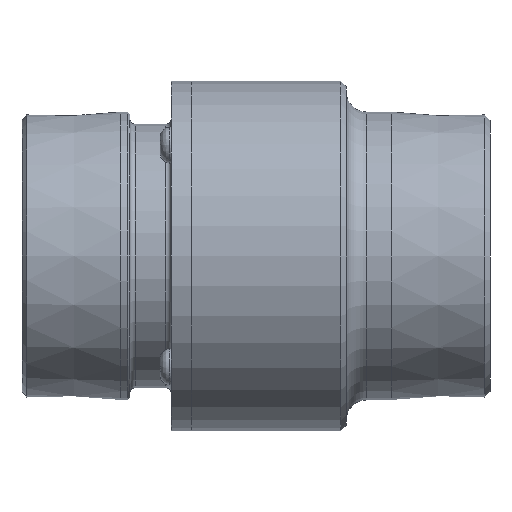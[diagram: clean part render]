
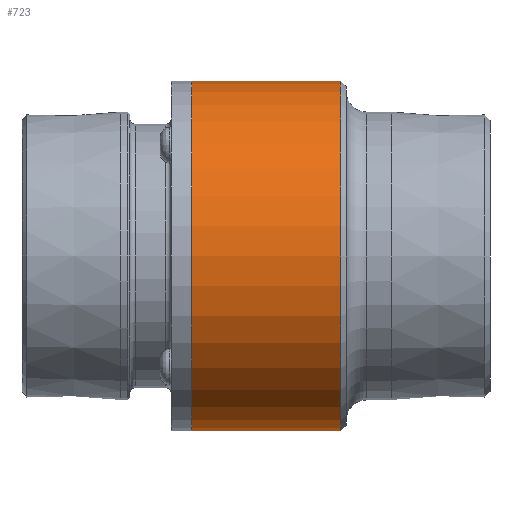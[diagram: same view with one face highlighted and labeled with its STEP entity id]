
A CAD part, front view. The second image highlights one B-rep face of the part: STEP entity #723.
In plain terms, the highlighted cylindrical face has radius 53.975 mm (diameter 107.95 mm), a full revolution.
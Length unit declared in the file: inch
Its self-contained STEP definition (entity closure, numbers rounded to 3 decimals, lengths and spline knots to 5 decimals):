
#75=B_SPLINE_CURVE_WITH_KNOTS($,3,(#1309,#1310,#1311,#1312,#1313,#1314,
#1315,#1316,#1317,#1318,#1319,#1320,#1321,#1322,#1323,#1324,#1325,#1326,
#1327,#1328,#1329,#1330,#1331,#1332,#1333,#1334,#1335,#1336,#1337,#1338),
 .UNSPECIFIED.,.T.,.F.,(4,1,1,1,1,1,1,1,1,1,1,1,1,1,1,1,1,1,1,1,1,1,1,1,
3,4),(-6.89113,-6.49736,-6.30047,-6.10358,
-5.90669,-5.7098,-5.31602,-5.21758,
-5.11913,-4.92224,-4.72535,-4.52846,
-4.26594,-4.00342,-3.7409,-3.47838,
-3.34712,-3.21586,-2.95335,-2.55957,
-2.36268,-2.16579,-1.9689,-1.77201,
-1.37823,-1.37822),.UNSPECIFIED.);
#109=FACE_BOUND($,#252,.T.);
#110=FACE_BOUND($,#253,.T.);
#172=CYLINDRICAL_SURFACE($,#794,2.125);
#195=FACE_OUTER_BOUND($,#251,.T.);
#251=EDGE_LOOP($,(#565));
#252=EDGE_LOOP($,(#566));
#253=EDGE_LOOP($,(#567));
#358=CIRCLE($,#795,2.125);
#359=CIRCLE($,#796,2.125);
#411=VERTEX_POINT($,#1276);
#414=VERTEX_POINT($,#1376);
#415=VERTEX_POINT($,#1378);
#481=EDGE_CURVE($,#411,#411,#75,.T.);
#483=EDGE_CURVE($,#414,#414,#358,.T.);
#484=EDGE_CURVE($,#415,#415,#359,.T.);
#565=ORIENTED_EDGE($,*,*,#483,.F.);
#566=ORIENTED_EDGE($,*,*,#484,.T.);
#567=ORIENTED_EDGE($,*,*,#481,.F.);
#723=ADVANCED_FACE($,(#195,#109,#110),#172,.T.);
#794=AXIS2_PLACEMENT_3D($,#1375,#931,#932);
#795=AXIS2_PLACEMENT_3D($,#1377,#933,#934);
#796=AXIS2_PLACEMENT_3D($,#1379,#935,#936);
#931=DIRECTION('center_axis',(1.,0.,0.));
#932=DIRECTION('ref_axis',(0.,1.,0.));
#933=DIRECTION('center_axis',(1.,0.,0.));
#934=DIRECTION('ref_axis',(0.,0.,-1.));
#935=DIRECTION('center_axis',(1.,0.,0.));
#936=DIRECTION('ref_axis',(0.,0.,-1.));
#1276=CARTESIAN_POINT('',(1.41288,2.125,0.));
#1309=CARTESIAN_POINT('Ctrl Pts',(1.41289,2.12502,0.));
#1310=CARTESIAN_POINT('Ctrl Pts',(1.41289,2.12502,-0.06069));
#1311=CARTESIAN_POINT('Ctrl Pts',(1.39173,2.12057,-0.15815));
#1312=CARTESIAN_POINT('Ctrl Pts',(1.32198,2.1086,-0.26661));
#1313=CARTESIAN_POINT('Ctrl Pts',(1.25797,2.09946,-0.33022));
#1314=CARTESIAN_POINT('Ctrl Pts',(1.17668,2.09047,-0.38237));
#1315=CARTESIAN_POINT('Ctrl Pts',(1.05275,2.08223,-0.42446));
#1316=CARTESIAN_POINT('Ctrl Pts',(0.94495,2.08222,-0.4245));
#1317=CARTESIAN_POINT('Ctrl Pts',(0.85151,2.08739,-0.39816));
#1318=CARTESIAN_POINT('Ctrl Pts',(0.79206,2.09197,-0.37367));
#1319=CARTESIAN_POINT('Ctrl Pts',(0.72387,2.09945,-0.33031));
#1320=CARTESIAN_POINT('Ctrl Pts',(0.66001,2.10861,-0.26651));
#1321=CARTESIAN_POINT('Ctrl Pts',(0.60175,2.11858,-0.17644));
#1322=CARTESIAN_POINT('Ctrl Pts',(0.56748,2.12533,-0.06096));
#1323=CARTESIAN_POINT('Ctrl Pts',(0.56744,2.12533,0.06095));
#1324=CARTESIAN_POINT('Ctrl Pts',(0.6052,2.11791,0.18702));
#1325=CARTESIAN_POINT('Ctrl Pts',(0.66627,2.10756,0.27428));
#1326=CARTESIAN_POINT('Ctrl Pts',(0.72558,2.09947,0.32919));
#1327=CARTESIAN_POINT('Ctrl Pts',(0.79533,2.09141,0.37754));
#1328=CARTESIAN_POINT('Ctrl Pts',(0.91849,2.08221,0.42451));
#1329=CARTESIAN_POINT('Ctrl Pts',(1.05287,2.08223,0.42444));
#1330=CARTESIAN_POINT('Ctrl Pts',(1.17676,2.09047,0.38243));
#1331=CARTESIAN_POINT('Ctrl Pts',(1.25809,2.09946,0.33023));
#1332=CARTESIAN_POINT('Ctrl Pts',(1.322,2.1086,0.26662));
#1333=CARTESIAN_POINT('Ctrl Pts',(1.39177,2.12057,0.15816));
#1334=CARTESIAN_POINT('Ctrl Pts',(1.41289,2.12502,0.0607));
#1335=CARTESIAN_POINT('Ctrl Pts',(1.41289,2.12502,0.));
#1336=CARTESIAN_POINT('Ctrl Pts',(1.41289,2.12502,0.));
#1337=CARTESIAN_POINT('Ctrl Pts',(1.41289,2.12502,0.));
#1338=CARTESIAN_POINT('Ctrl Pts',(1.41289,2.12502,0.));
#1375=CARTESIAN_POINT('Origin',(1.02225,0.,0.));
#1376=CARTESIAN_POINT('',(1.9285,2.125,0.));
#1377=CARTESIAN_POINT('Origin',(1.9285,0.,0.));
#1378=CARTESIAN_POINT('',(0.116,2.125,0.));
#1379=CARTESIAN_POINT('Origin',(0.116,0.,0.));
